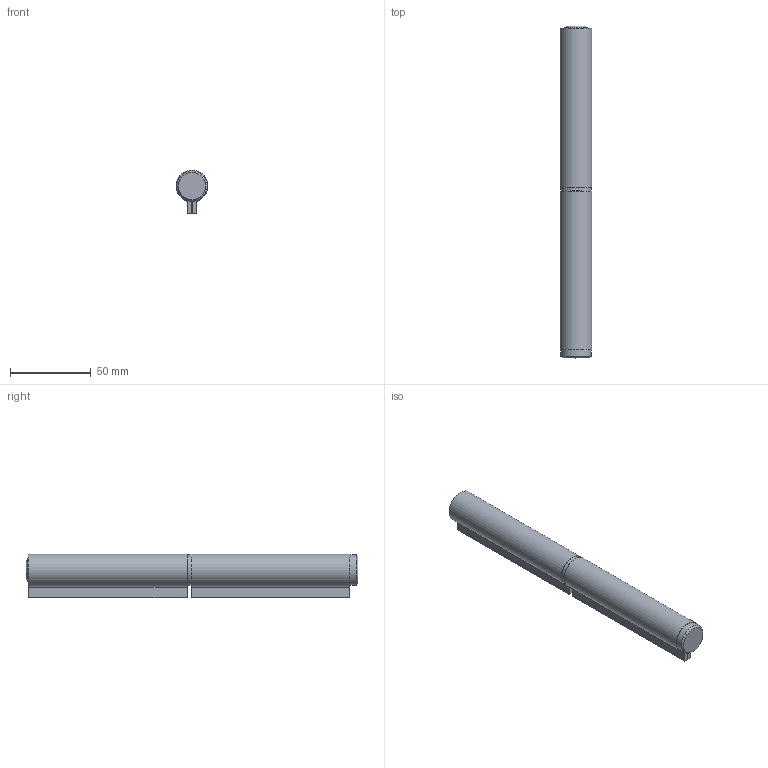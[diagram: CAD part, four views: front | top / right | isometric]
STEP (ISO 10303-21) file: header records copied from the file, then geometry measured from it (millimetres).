
FILE_DESCRIPTION (( 'STEP AP203' ), '1' );
FILE_NAME ('405-20.step', '2021-09-07T07:28:28', ( '' ), ( '' ), 'SwSTEP 2.0', 'SolidWorks 2018', '' );
FILE_SCHEMA (( 'CONFIG_CONTROL_DESIGN' ));
Length unit declared in the file: millimetre
Products named in the file (9): 405-xx Teil2; 405-xx Teil2_405-20 Teil2; 405-xx Teil1_405-20 Teil1; 405-xx Teil3_405-20 Teil3; 405-xx Teil4; 405-20; 405-xx Teil4_405-20 Teil4; 405-xx Teil3; 405-xx Teil1
Assembly tree (4 placements, depth 2):
  405-xx Teil2
  405-xx Teil4
  405-20
    405-xx Teil1_405-20 Teil1
    405-xx Teil2_405-20 Teil2
    405-xx Teil3_405-20 Teil3
    405-xx Teil4_405-20 Teil4
  405-xx Teil3
  405-xx Teil1
Bounding box: 19.59 x 205 x 27 mm (x, y, z)
Volume: 63679.7 mm3; surface area: 37866.3 mm2
Topology: 4 solids, 4 shells, 312 faces, 838 edges, 557 vertices
Faces by surface type: plane 148, bspline 120, cylinder 38, torus 4, cone 2
Full cylindrical faces by diameter (mm): 13.6 x1, 14 x1, 19 x2
Entity records: 14729 total; most frequent: CARTESIAN_POINT 6848, ORIENTED_EDGE 1654, DIRECTION 1129, EDGE_CURVE 827, VERTEX_POINT 556, LINE 417, VECTOR 417, AXIS2_PLACEMENT_3D 356
